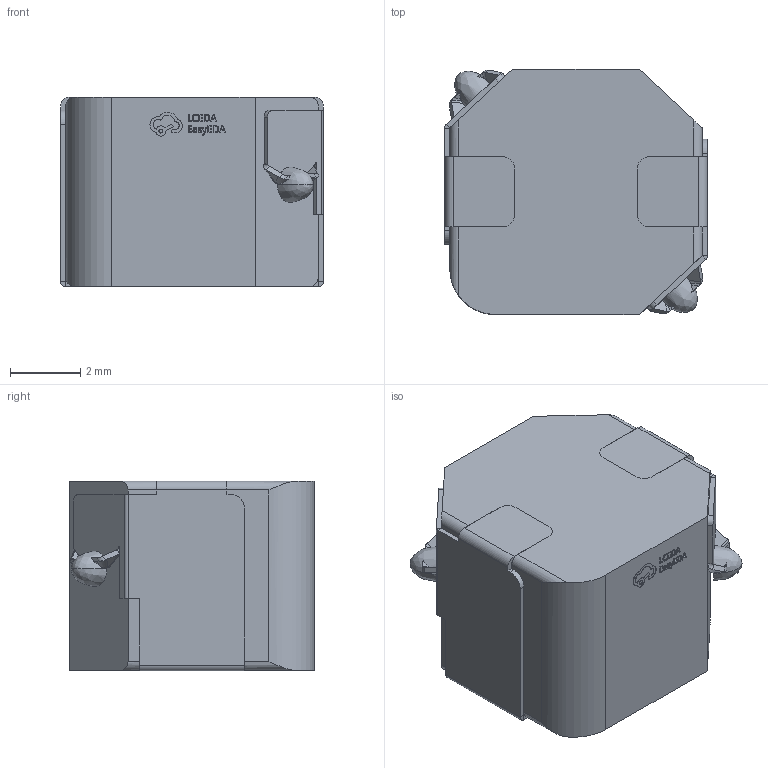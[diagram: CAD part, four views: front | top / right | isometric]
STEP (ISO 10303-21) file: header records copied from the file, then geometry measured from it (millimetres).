
FILE_DESCRIPTION (( 'STEP AP214' ), '1' );
FILE_NAME ('IND-SMD_L7.5-W7.0_SPM7054VT-330M-D.STEP', '2023-01-25T06:22:11', ( '' ), ( '' ), 'SwSTEP 2.0', 'SolidWorks 2020', '' );
FILE_SCHEMA (( 'AUTOMOTIVE_DESIGN' ));
Length unit declared in the file: millimetre
Products named in the file (1): IND-SMD_L7.5-W7.0_SPM7054VT-330M-D
Bounding box: 7.5 x 7.01 x 5.41 mm (x, y, z)
Volume: 252.9 mm3; surface area: 362.1 mm2
Topology: 5 solids, 5 shells, 442 faces, 1193 edges, 768 vertices
Faces by surface type: plane 245, bspline 122, cylinder 75
Entity records: 19635 total; most frequent: CARTESIAN_POINT 4700, ORIENTED_EDGE 2362, DIRECTION 1575, EDGE_CURVE 1181, VERTEX_POINT 768, LINE 717, VECTOR 717, EDGE_LOOP 461
